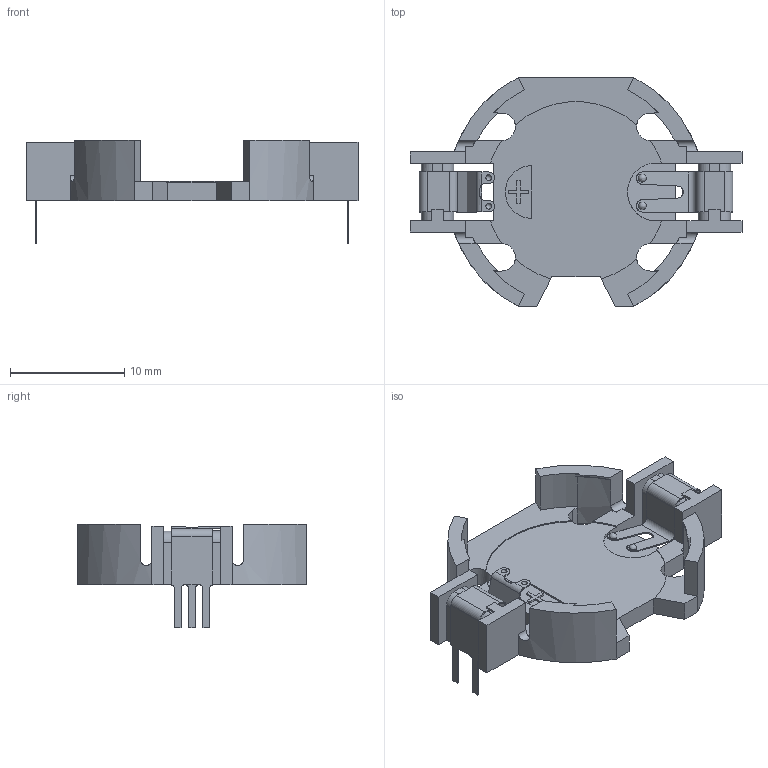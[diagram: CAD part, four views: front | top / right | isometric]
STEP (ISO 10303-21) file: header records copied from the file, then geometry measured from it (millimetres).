
FILE_DESCRIPTION((' '),'2;1');
FILE_NAME( 'BU2032-1-HD-G.stp', '2022-09-02T12:49:09', (' '), ('--- Datakit www.datakit.com---'), ' Datakit CrossCadWare V2022.3 Jun 15 2022', 'DATAKIT 2022 (c)', ' ');
FILE_SCHEMA(('AP242_MANAGED_MODEL_BASED_3D_ENGINEERING_MIM_LF { 1 0 10303 442 1 1 4 }'));
Length unit declared in the file: millimetre
Products named in the file (1): BU2032-1-HD-G
Bounding box: 29 x 20 x 9.05 mm (x, y, z)
Volume: 853.9 mm3; surface area: 1649 mm2
Topology: 3 solids, 3 shells, 233 faces, 678 edges, 445 vertices
Faces by surface type: plane 152, cylinder 69, revolution 10, bspline 2
Entity records: 8194 total; most frequent: CARTESIAN_POINT 1745, ORIENTED_EDGE 1340, DIRECTION 1268, EDGE_CURVE 670, VECTOR 490, LINE 490, VERTEX_POINT 445, AXIS2_PLACEMENT_3D 384
